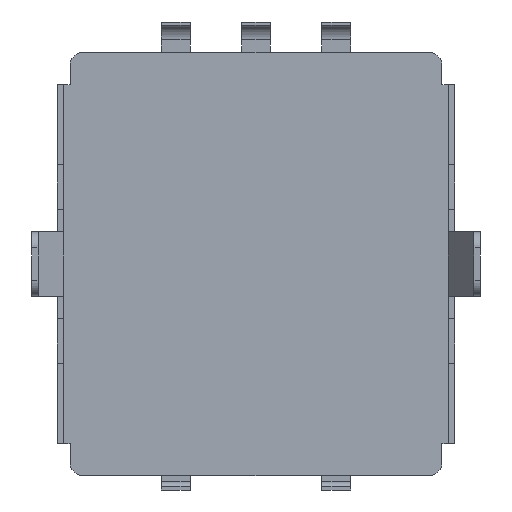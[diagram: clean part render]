
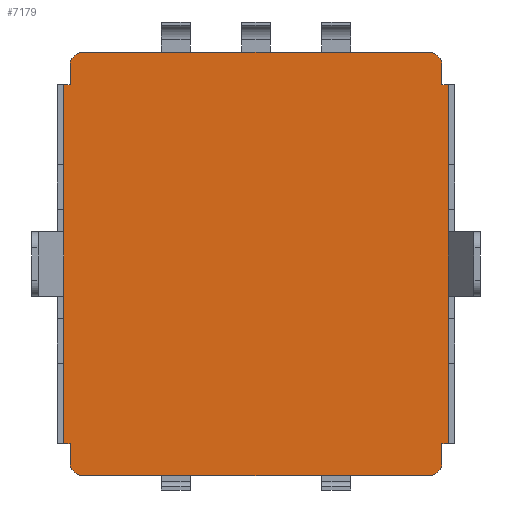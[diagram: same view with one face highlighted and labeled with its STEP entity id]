
A CAD part, front view. The second image highlights one B-rep face of the part: STEP entity #7179.
In plain terms, the highlighted planar face has unit normal (0, -1, 0).
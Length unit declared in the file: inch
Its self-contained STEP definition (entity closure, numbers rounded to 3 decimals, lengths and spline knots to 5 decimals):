
#56 = ORIENTED_EDGE ( 'NONE', *, *, #104, .T. ) ;
#65 = DIRECTION ( 'NONE',  ( -1., 0., 0. ) ) ;
#104 = EDGE_CURVE ( 'NONE', #890, #4187, #2554, .T. ) ;
#149 = ORIENTED_EDGE ( 'NONE', *, *, #3383, .T. ) ;
#206 = CARTESIAN_POINT ( 'NONE',  ( 0.22835, 0., 0.24409 ) ) ;
#360 = CARTESIAN_POINT ( 'NONE',  ( 0.22835, 0., -0.22047 ) ) ;
#370 = DIRECTION ( 'NONE',  ( 0., -1., 0. ) ) ;
#432 = CARTESIAN_POINT ( 'NONE',  ( -0.23622, 0., 0.22047 ) ) ;
#439 = DIRECTION ( 'NONE',  ( 0., 0., -1. ) ) ;
#647 = AXIS2_PLACEMENT_3D ( 'NONE', #6791, #370, #2592 ) ;
#711 = AXIS2_PLACEMENT_3D ( 'NONE', #6799, #6318, #4564 ) ;
#890 = VERTEX_POINT ( 'NONE', #1072 ) ;
#918 = CARTESIAN_POINT ( 'NONE',  ( -0.22835, 0., 0.24409 ) ) ;
#992 = DIRECTION ( 'NONE',  ( 1., 0., 0. ) ) ;
#1025 = ORIENTED_EDGE ( 'NONE', *, *, #4340, .F. ) ;
#1072 = CARTESIAN_POINT ( 'NONE',  ( 0.23622, 0., 0.22047 ) ) ;
#1087 = EDGE_CURVE ( 'NONE', #5963, #5389, #4001, .T. ) ;
#1153 = ORIENTED_EDGE ( 'NONE', *, *, #2121, .F. ) ;
#1186 = DIRECTION ( 'NONE',  ( 1., 0., 0. ) ) ;
#1306 = VECTOR ( 'NONE', #5932, 39.37008 ) ;
#1317 = VECTOR ( 'NONE', #7177, 39.37008 ) ;
#1342 = VERTEX_POINT ( 'NONE', #5934 ) ;
#1370 = LINE ( 'NONE', #3614, #4431 ) ;
#1487 = CARTESIAN_POINT ( 'NONE',  ( 0.23622, 0., 0.22047 ) ) ;
#1587 = CARTESIAN_POINT ( 'NONE',  ( 0.23622, 0., -0.22047 ) ) ;
#1648 = LINE ( 'NONE', #3467, #3252 ) ;
#1654 = LINE ( 'NONE', #1587, #1317 ) ;
#1686 = PLANE ( 'NONE',  #3882 ) ;
#1695 = ORIENTED_EDGE ( 'NONE', *, *, #4798, .T. ) ;
#1717 = EDGE_CURVE ( 'NONE', #2144, #4276, #6419, .T. ) ;
#1792 = ORIENTED_EDGE ( 'NONE', *, *, #1087, .F. ) ;
#1818 = VECTOR ( 'NONE', #4494, 39.37008 ) ;
#1889 = ORIENTED_EDGE ( 'NONE', *, *, #6445, .F. ) ;
#1921 = DIRECTION ( 'NONE',  ( 0., -1., 0. ) ) ;
#1946 = DIRECTION ( 'NONE',  ( 0., 0., -1. ) ) ;
#1966 = VECTOR ( 'NONE', #439, 39.37008 ) ;
#2011 = LINE ( 'NONE', #6908, #1306 ) ;
#2024 = VECTOR ( 'NONE', #2200, 39.37008 ) ;
#2121 = EDGE_CURVE ( 'NONE', #4508, #6118, #1648, .T. ) ;
#2144 = VERTEX_POINT ( 'NONE', #206 ) ;
#2154 = VERTEX_POINT ( 'NONE', #4607 ) ;
#2200 = DIRECTION ( 'NONE',  ( 0., 0., -1. ) ) ;
#2223 = EDGE_LOOP ( 'NONE', ( #5353, #1695, #2361, #1792, #1025, #149, #6648, #3584, #1153, #2513, #4410, #5221, #1889, #56, #3697, #6124 ) ) ;
#2266 = DIRECTION ( 'NONE',  ( 0., 1., 0. ) ) ;
#2271 = CARTESIAN_POINT ( 'NONE',  ( -0.2126, 0., 0.24409 ) ) ;
#2360 = AXIS2_PLACEMENT_3D ( 'NONE', #2271, #2847, #3303 ) ;
#2361 = ORIENTED_EDGE ( 'NONE', *, *, #5562, .T. ) ;
#2513 = ORIENTED_EDGE ( 'NONE', *, *, #3185, .T. ) ;
#2554 = LINE ( 'NONE', #1487, #6370 ) ;
#2572 = CARTESIAN_POINT ( 'NONE',  ( 0.23622, 0., -0.22047 ) ) ;
#2592 = DIRECTION ( 'NONE',  ( 0., 0., -1. ) ) ;
#2632 = CARTESIAN_POINT ( 'NONE',  ( -0.22835, 0., -0.22047 ) ) ;
#2847 = DIRECTION ( 'NONE',  ( 0., -1., 0. ) ) ;
#2860 = CARTESIAN_POINT ( 'NONE',  ( -0.2126, 0., -0.25984 ) ) ;
#2869 = VECTOR ( 'NONE', #4738, 39.37008 ) ;
#2888 = VERTEX_POINT ( 'NONE', #360 ) ;
#2956 = VERTEX_POINT ( 'NONE', #2632 ) ;
#2986 = CARTESIAN_POINT ( 'NONE',  ( -0.23622, 0., 0.22047 ) ) ;
#3185 = EDGE_CURVE ( 'NONE', #4508, #2154, #5977, .T. ) ;
#3223 = CARTESIAN_POINT ( 'NONE',  ( -0.23622, 0., -0.22047 ) ) ;
#3233 = CARTESIAN_POINT ( 'NONE',  ( 0.2126, 0., -0.25984 ) ) ;
#3252 = VECTOR ( 'NONE', #65, 39.37008 ) ;
#3296 = CARTESIAN_POINT ( 'NONE',  ( -0.2126, 0., 0.25984 ) ) ;
#3303 = DIRECTION ( 'NONE',  ( 0., 0., 1. ) ) ;
#3320 = VERTEX_POINT ( 'NONE', #2572 ) ;
#3383 = EDGE_CURVE ( 'NONE', #3407, #2956, #6736, .T. ) ;
#3407 = VERTEX_POINT ( 'NONE', #3790 ) ;
#3467 = CARTESIAN_POINT ( 'NONE',  ( 0.2126, 0., -0.25984 ) ) ;
#3584 = ORIENTED_EDGE ( 'NONE', *, *, #3658, .T. ) ;
#3614 = CARTESIAN_POINT ( 'NONE',  ( 0.23622, 0., 0.22047 ) ) ;
#3658 = EDGE_CURVE ( 'NONE', #3833, #6118, #5799, .T. ) ;
#3678 = LINE ( 'NONE', #3296, #1818 ) ;
#3697 = ORIENTED_EDGE ( 'NONE', *, *, #4526, .F. ) ;
#3707 = DIRECTION ( 'NONE',  ( 1., 0., 0. ) ) ;
#3726 = CARTESIAN_POINT ( 'NONE',  ( -0.22835, 0., -0.24409 ) ) ;
#3790 = CARTESIAN_POINT ( 'NONE',  ( -0.23622, 0., -0.22047 ) ) ;
#3833 = VERTEX_POINT ( 'NONE', #3726 ) ;
#3882 = AXIS2_PLACEMENT_3D ( 'NONE', #5621, #2266, #1186 ) ;
#3995 = CARTESIAN_POINT ( 'NONE',  ( 0.22835, 0., 0.22047 ) ) ;
#4001 = LINE ( 'NONE', #2986, #2869 ) ;
#4006 = CARTESIAN_POINT ( 'NONE',  ( -0.22835, 0., 0.22047 ) ) ;
#4082 = EDGE_CURVE ( 'NONE', #3320, #2888, #1654, .T. ) ;
#4159 = FACE_OUTER_BOUND ( 'NONE', #2223, .T. ) ;
#4187 = VERTEX_POINT ( 'NONE', #3995 ) ;
#4276 = VERTEX_POINT ( 'NONE', #5200 ) ;
#4340 = EDGE_CURVE ( 'NONE', #3407, #5963, #6771, .T. ) ;
#4410 = ORIENTED_EDGE ( 'NONE', *, *, #5044, .T. ) ;
#4431 = VECTOR ( 'NONE', #1946, 39.37008 ) ;
#4471 = VERTEX_POINT ( 'NONE', #918 ) ;
#4494 = DIRECTION ( 'NONE',  ( 1., 0., 0. ) ) ;
#4508 = VERTEX_POINT ( 'NONE', #3233 ) ;
#4519 = EDGE_CURVE ( 'NONE', #3833, #2956, #6932, .T. ) ;
#4526 = EDGE_CURVE ( 'NONE', #2144, #4187, #6160, .T. ) ;
#4564 = DIRECTION ( 'NONE',  ( -1., 0., 0. ) ) ;
#4607 = CARTESIAN_POINT ( 'NONE',  ( 0.22835, 0., -0.24409 ) ) ;
#4685 = DIRECTION ( 'NONE',  ( 0., 0., 1. ) ) ;
#4716 = CARTESIAN_POINT ( 'NONE',  ( -0.23622, 0., -0.22047 ) ) ;
#4738 = DIRECTION ( 'NONE',  ( 1., 0., 0. ) ) ;
#4798 = EDGE_CURVE ( 'NONE', #1342, #4471, #5352, .T. ) ;
#4819 = DIRECTION ( 'NONE',  ( 0., 0., 1. ) ) ;
#4842 = CARTESIAN_POINT ( 'NONE',  ( -0.22835, 0., -0.24409 ) ) ;
#5044 = EDGE_CURVE ( 'NONE', #2154, #2888, #2011, .T. ) ;
#5172 = LINE ( 'NONE', #5625, #2024 ) ;
#5200 = CARTESIAN_POINT ( 'NONE',  ( 0.2126, 0., 0.25984 ) ) ;
#5221 = ORIENTED_EDGE ( 'NONE', *, *, #4082, .F. ) ;
#5352 = CIRCLE ( 'NONE', #2360, 0.01575 ) ;
#5353 = ORIENTED_EDGE ( 'NONE', *, *, #6072, .F. ) ;
#5389 = VERTEX_POINT ( 'NONE', #4006 ) ;
#5421 = AXIS2_PLACEMENT_3D ( 'NONE', #6996, #1921, #3707 ) ;
#5562 = EDGE_CURVE ( 'NONE', #4471, #5389, #5172, .T. ) ;
#5621 = CARTESIAN_POINT ( 'NONE',  ( 0., 0., 0. ) ) ;
#5625 = CARTESIAN_POINT ( 'NONE',  ( -0.22835, 0., 0.24409 ) ) ;
#5723 = VECTOR ( 'NONE', #992, 39.37008 ) ;
#5799 = CIRCLE ( 'NONE', #711, 0.01575 ) ;
#5932 = DIRECTION ( 'NONE',  ( 0., 0., 1. ) ) ;
#5934 = CARTESIAN_POINT ( 'NONE',  ( -0.2126, 0., 0.25984 ) ) ;
#5963 = VERTEX_POINT ( 'NONE', #432 ) ;
#5977 = CIRCLE ( 'NONE', #647, 0.01575 ) ;
#6072 = EDGE_CURVE ( 'NONE', #1342, #4276, #3678, .T. ) ;
#6118 = VERTEX_POINT ( 'NONE', #2860 ) ;
#6124 = ORIENTED_EDGE ( 'NONE', *, *, #1717, .T. ) ;
#6160 = LINE ( 'NONE', #6546, #1966 ) ;
#6318 = DIRECTION ( 'NONE',  ( 0., -1., 0. ) ) ;
#6370 = VECTOR ( 'NONE', #6485, 39.37008 ) ;
#6414 = VECTOR ( 'NONE', #4819, 39.37008 ) ;
#6419 = CIRCLE ( 'NONE', #5421, 0.01575 ) ;
#6445 = EDGE_CURVE ( 'NONE', #890, #3320, #1370, .T. ) ;
#6485 = DIRECTION ( 'NONE',  ( -1., 0., 0. ) ) ;
#6546 = CARTESIAN_POINT ( 'NONE',  ( 0.22835, 0., 0.24409 ) ) ;
#6601 = VECTOR ( 'NONE', #4685, 39.37008 ) ;
#6648 = ORIENTED_EDGE ( 'NONE', *, *, #4519, .F. ) ;
#6736 = LINE ( 'NONE', #3223, #5723 ) ;
#6771 = LINE ( 'NONE', #4716, #6601 ) ;
#6791 = CARTESIAN_POINT ( 'NONE',  ( 0.2126, 0., -0.24409 ) ) ;
#6799 = CARTESIAN_POINT ( 'NONE',  ( -0.2126, 0., -0.24409 ) ) ;
#6908 = CARTESIAN_POINT ( 'NONE',  ( 0.22835, 0., -0.24409 ) ) ;
#6932 = LINE ( 'NONE', #4842, #6414 ) ;
#6996 = CARTESIAN_POINT ( 'NONE',  ( 0.2126, 0., 0.24409 ) ) ;
#7177 = DIRECTION ( 'NONE',  ( -1., 0., 0. ) ) ;
#7179 = ADVANCED_FACE ( 'NONE', ( #4159 ), #1686, .F. ) ;
